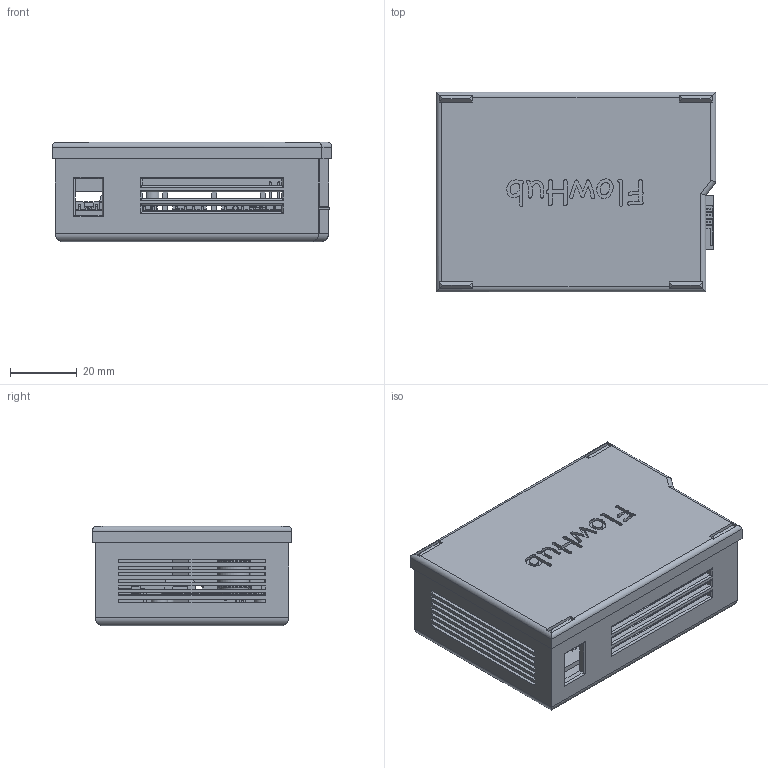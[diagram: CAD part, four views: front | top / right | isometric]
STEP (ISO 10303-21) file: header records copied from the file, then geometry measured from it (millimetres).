
FILE_DESCRIPTION(/* description */ ('KiCad electronic assembly'),/* implementation_level */ '2;1');
FILE_NAME(/* name */ 'flowhub-pcb-case.step',/* time_stamp */ '2025-11-22T15:08:59+01:00',/* author */ (''),/* organization */ (''),/* preprocessor_version */ 'ST-DEVELOPER v20.1',/* originating_system */ 'Autodesk Translation Framework v14.17.0.0',/* authorisation */ '');
FILE_SCHEMA (('AUTOMOTIVE_DESIGN { 1 0 10303 214 3 1 1 }'));
Length unit declared in the file: millimetre
Products named in the file (13): flowhub-pcb 1; flowhub_PCB; TO-92; PinHeader_1x04_P2.54mm_Vertical; CP_Radial_D10.0mm_P5.00mm; C_0805_2012Metric; ESP-12E; TO-263-2; flowhub-pcb 1.5.1; R_0805_2012Metric; D_SMA; PinHeader_1x04_P2.54mm_Horizontal; case-unten
Assembly tree (19 placements, depth 4):
  flowhub-pcb 1
    flowhub_PCB
      TO-92
      PinHeader_1x04_P2.54mm_Vertical
      CP_Radial_D10.0mm_P5.00mm
      PinHeader_1x04_P2.54mm_Horizontal  x5
      C_0805_2012Metric
      R_0805_2012Metric  x4
      ESP-12E
      TO-263-2
        flowhub-pcb 1.5.1
      D_SMA
    case-unten
Bounding box: 84 x 60 x 30 mm (x, y, z)
Volume: 51890.1 mm3; surface area: 46546 mm2
Topology: 70 solids, 71 shells, 1996 faces, 5043 edges, 3256 vertices
Faces by surface type: plane 1403, cylinder 360, bspline 223, torus 6, sphere 4
Full cylindrical faces by diameter (mm): 0.4 x32, 0.65 x16, 0.7 x18, 0.75 x3, 1 x26, 1.2 x2, 2.2 x8, 2.5 x1, 5 x4, 7 x1
Entity records: 48295 total; most frequent: CARTESIAN_POINT 12013, ORIENTED_EDGE 7478, DIRECTION 6451, EDGE_CURVE 3739, LINE 2651, VECTOR 2651, VERTEX_POINT 2436, AXIS2_PLACEMENT_3D 1900
